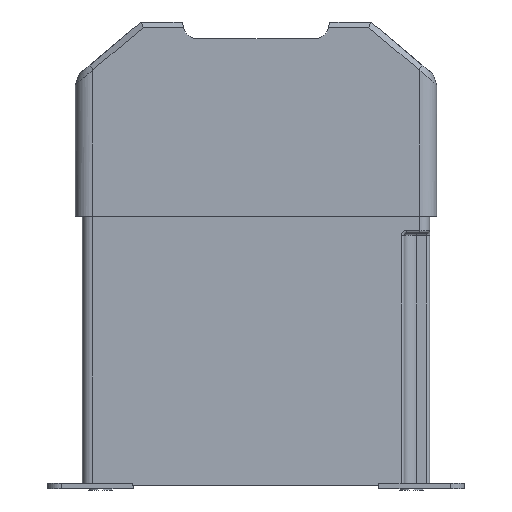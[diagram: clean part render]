
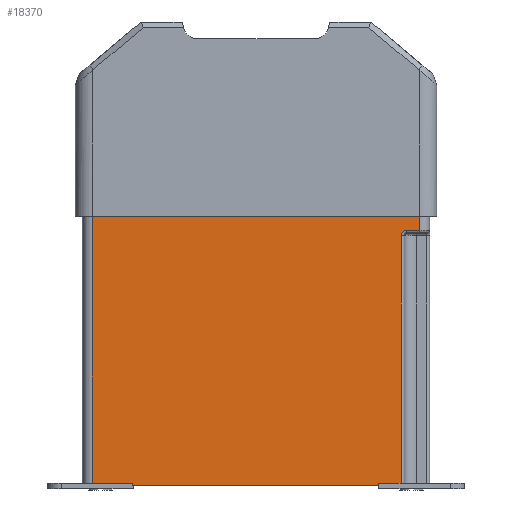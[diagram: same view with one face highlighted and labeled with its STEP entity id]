
A CAD part, left-side view. The second image highlights one B-rep face of the part: STEP entity #18370.
In plain terms, the highlighted planar face has unit normal (-1, 0, 0).
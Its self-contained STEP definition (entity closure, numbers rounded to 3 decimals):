
#507 = ORIENTED_EDGE ( 'NONE', *, *, #22358, .T. ) ;
#3209 = DIRECTION ( 'NONE',  ( 0., 0., -1. ) ) ;
#3299 = VECTOR ( 'NONE', #25571, 1000. ) ;
#4069 = CARTESIAN_POINT ( 'NONE',  ( -21.5, -44.5, 1. ) ) ;
#5502 = VERTEX_POINT ( 'NONE', #78746 ) ;
#6127 = CARTESIAN_POINT ( 'NONE',  ( -21.5, -59., 92. ) ) ;
#6653 = CARTESIAN_POINT ( 'NONE',  ( -21.5, -54.25, 92. ) ) ;
#9431 = VECTOR ( 'NONE', #43373, 1000. ) ;
#14857 = DIRECTION ( 'NONE',  ( 1., 0., 0. ) ) ;
#17480 = DIRECTION ( 'NONE',  ( 0., 1., 0. ) ) ;
#17817 = EDGE_CURVE ( 'NONE', #30464, #58976, #66187, .T. ) ;
#18370 = ADVANCED_FACE ( 'NONE', ( #79414 ), #57520, .F. ) ;
#19538 = CARTESIAN_POINT ( 'NONE',  ( -21.5, 44.5, 0. ) ) ;
#20237 = CARTESIAN_POINT ( 'NONE',  ( -21.5, -62.5, 111.7 ) ) ;
#20873 = DIRECTION ( 'NONE',  ( 0., -1., 0. ) ) ;
#22358 = EDGE_CURVE ( 'NONE', #40753, #89701, #28858, .T. ) ;
#23784 = ORIENTED_EDGE ( 'NONE', *, *, #87517, .T. ) ;
#24222 = ORIENTED_EDGE ( 'NONE', *, *, #17817, .T. ) ;
#24862 = CARTESIAN_POINT ( 'NONE',  ( -21.5, -52.25, 90. ) ) ;
#25571 = DIRECTION ( 'NONE',  ( 0., 0., -1. ) ) ;
#26602 = VECTOR ( 'NONE', #40977, 1000. ) ;
#27512 = CARTESIAN_POINT ( 'NONE',  ( -21.5, -59., 111.7 ) ) ;
#28858 = LINE ( 'NONE', #90566, #26602 ) ;
#29025 = CARTESIAN_POINT ( 'NONE',  ( -21.5, -52.25, 111.7 ) ) ;
#29792 = CARTESIAN_POINT ( 'NONE',  ( -21.5, -62.5, 1. ) ) ;
#30122 = VERTEX_POINT ( 'NONE', #71510 ) ;
#30464 = VERTEX_POINT ( 'NONE', #46637 ) ;
#31593 = CARTESIAN_POINT ( 'NONE',  ( -21.5, -59., 92. ) ) ;
#33239 = VECTOR ( 'NONE', #61391, 1000. ) ;
#35738 = CARTESIAN_POINT ( 'NONE',  ( -21.5, 44.5, 1. ) ) ;
#36105 = CARTESIAN_POINT ( 'NONE',  ( -21.5, -62.5, 111.7 ) ) ;
#37166 = EDGE_CURVE ( 'NONE', #30464, #60601, #59296, .T. ) ;
#38276 = EDGE_LOOP ( 'NONE', ( #24222, #51723, #23784, #64253, #53824, #45153, #68782, #507, #64625, #77511, #48847 ) ) ;
#39372 = DIRECTION ( 'NONE',  ( 0., -1., 0. ) ) ;
#39773 = VECTOR ( 'NONE', #17480, 1000. ) ;
#39944 = EDGE_CURVE ( 'NONE', #60601, #64694, #60117, .T. ) ;
#40753 = VERTEX_POINT ( 'NONE', #35738 ) ;
#40977 = DIRECTION ( 'NONE',  ( 0., 0., -1. ) ) ;
#41752 = DIRECTION ( 'NONE',  ( 0., -1., 0. ) ) ;
#41814 = VERTEX_POINT ( 'NONE', #58606 ) ;
#41962 = VECTOR ( 'NONE', #41752, 1000. ) ;
#41988 = EDGE_CURVE ( 'NONE', #40753, #30122, #77527, .T. ) ;
#42202 = EDGE_CURVE ( 'NONE', #89701, #64694, #45373, .T. ) ;
#43131 = VECTOR ( 'NONE', #20873, 1000. ) ;
#43238 = EDGE_CURVE ( 'NONE', #70523, #5502, #82497, .T. ) ;
#43373 = DIRECTION ( 'NONE',  ( 0., 0., 1. ) ) ;
#45153 = ORIENTED_EDGE ( 'NONE', *, *, #46253, .T. ) ;
#45373 = LINE ( 'NONE', #63478, #43131 ) ;
#45499 = LINE ( 'NONE', #54232, #33239 ) ;
#45797 = VECTOR ( 'NONE', #39372, 1000. ) ;
#45911 = DIRECTION ( 'NONE',  ( 1., 0., 0. ) ) ;
#46253 = EDGE_CURVE ( 'NONE', #41814, #30122, #45499, .T. ) ;
#46637 = CARTESIAN_POINT ( 'NONE',  ( -21.5, -52.25, 1. ) ) ;
#47321 = CARTESIAN_POINT ( 'NONE',  ( -21.5, -44.5, 1. ) ) ;
#48847 = ORIENTED_EDGE ( 'NONE', *, *, #37166, .F. ) ;
#51723 = ORIENTED_EDGE ( 'NONE', *, *, #88985, .T. ) ;
#53824 = ORIENTED_EDGE ( 'NONE', *, *, #80058, .F. ) ;
#54232 = CARTESIAN_POINT ( 'NONE',  ( -21.5, 59., 111.7 ) ) ;
#57520 = PLANE ( 'NONE',  #88806 ) ;
#58606 = CARTESIAN_POINT ( 'NONE',  ( -21.5, 59., 111.7 ) ) ;
#58976 = VERTEX_POINT ( 'NONE', #24862 ) ;
#59296 = LINE ( 'NONE', #29792, #80314 ) ;
#60117 = LINE ( 'NONE', #4069, #3299 ) ;
#60601 = VERTEX_POINT ( 'NONE', #47321 ) ;
#60850 = LINE ( 'NONE', #20237, #41962 ) ;
#61391 = DIRECTION ( 'NONE',  ( 0., 0., -1. ) ) ;
#63478 = CARTESIAN_POINT ( 'NONE',  ( -21.5, -62.5, 0. ) ) ;
#63738 = VECTOR ( 'NONE', #70074, 1000. ) ;
#64253 = ORIENTED_EDGE ( 'NONE', *, *, #43238, .T. ) ;
#64625 = ORIENTED_EDGE ( 'NONE', *, *, #42202, .T. ) ;
#64663 = DIRECTION ( 'NONE',  ( 0., 0., -1. ) ) ;
#64665 = LINE ( 'NONE', #31593, #45797 ) ;
#64694 = VERTEX_POINT ( 'NONE', #70524 ) ;
#66187 = LINE ( 'NONE', #29025, #9431 ) ;
#68782 = ORIENTED_EDGE ( 'NONE', *, *, #41988, .F. ) ;
#70074 = DIRECTION ( 'NONE',  ( 0., 0., 1. ) ) ;
#70523 = VERTEX_POINT ( 'NONE', #6127 ) ;
#70524 = CARTESIAN_POINT ( 'NONE',  ( -21.5, -44.5, 0. ) ) ;
#71510 = CARTESIAN_POINT ( 'NONE',  ( -21.5, 59., 1. ) ) ;
#72639 = DIRECTION ( 'NONE',  ( 0., 1., 0. ) ) ;
#73279 = CIRCLE ( 'NONE', #80615, 2. ) ;
#77429 = VERTEX_POINT ( 'NONE', #6653 ) ;
#77511 = ORIENTED_EDGE ( 'NONE', *, *, #39944, .F. ) ;
#77527 = LINE ( 'NONE', #88545, #39773 ) ;
#78746 = CARTESIAN_POINT ( 'NONE',  ( -21.5, -59., 111.7 ) ) ;
#79414 = FACE_OUTER_BOUND ( 'NONE', #38276, .T. ) ;
#80058 = EDGE_CURVE ( 'NONE', #41814, #5502, #60850, .T. ) ;
#80314 = VECTOR ( 'NONE', #72639, 1000. ) ;
#80615 = AXIS2_PLACEMENT_3D ( 'NONE', #88302, #45911, #3209 ) ;
#82497 = LINE ( 'NONE', #27512, #63738 ) ;
#87517 = EDGE_CURVE ( 'NONE', #77429, #70523, #64665, .T. ) ;
#88302 = CARTESIAN_POINT ( 'NONE',  ( -21.5, -54.25, 90. ) ) ;
#88545 = CARTESIAN_POINT ( 'NONE',  ( -21.5, 62.5, 1. ) ) ;
#88806 = AXIS2_PLACEMENT_3D ( 'NONE', #36105, #14857, #64663 ) ;
#88985 = EDGE_CURVE ( 'NONE', #58976, #77429, #73279, .T. ) ;
#89701 = VERTEX_POINT ( 'NONE', #19538 ) ;
#90566 = CARTESIAN_POINT ( 'NONE',  ( -21.5, 44.5, 1. ) ) ;
